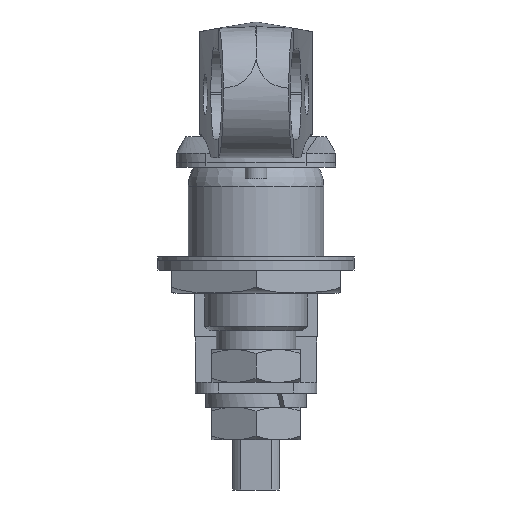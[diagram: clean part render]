
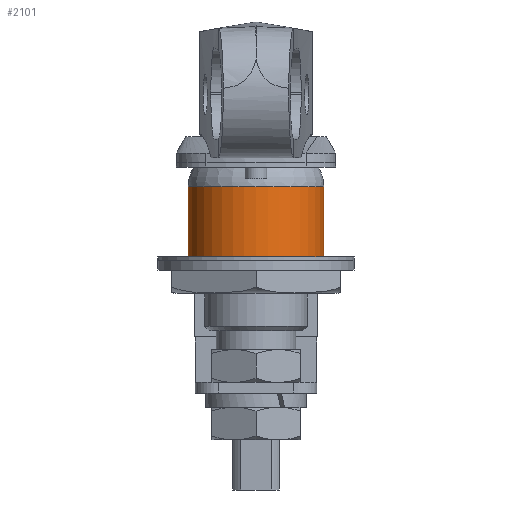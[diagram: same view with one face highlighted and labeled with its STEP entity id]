
A CAD part, front view. The second image highlights one B-rep face of the part: STEP entity #2101.
In plain terms, the highlighted cylindrical face has radius 14.5 mm (diameter 29 mm), a partial arc.
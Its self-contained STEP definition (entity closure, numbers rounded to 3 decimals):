
#238 = FACE_OUTER_BOUND ( 'NONE', #5408, .T. ) ;
#553 = AXIS2_PLACEMENT_3D ( 'NONE', #9052, #10819, #822 ) ;
#710 = LINE ( 'NONE', #2517, #6033 ) ;
#822 = DIRECTION ( 'NONE',  ( 1., 0., 0. ) ) ;
#980 = CARTESIAN_POINT ( 'NONE',  ( 0., 0., 5.839 ) ) ;
#1030 = VERTEX_POINT ( 'NONE', #2632 ) ;
#2101 = ADVANCED_FACE ( 'NONE', ( #238 ), #10012, .T. ) ;
#2461 = EDGE_CURVE ( 'NONE', #7933, #8333, #5704, .T. ) ;
#2517 = CARTESIAN_POINT ( 'NONE',  ( -14.5, 0., 5.839 ) ) ;
#2632 = CARTESIAN_POINT ( 'NONE',  ( 14.5, 0., 0. ) ) ;
#2981 = CARTESIAN_POINT ( 'NONE',  ( 14.5, 0., -17.786 ) ) ;
#3561 = DIRECTION ( 'NONE',  ( 0., 0., 1. ) ) ;
#3613 = ORIENTED_EDGE ( 'NONE', *, *, #2461, .T. ) ;
#5211 = CARTESIAN_POINT ( 'NONE',  ( 14.5, 0., 5.839 ) ) ;
#5399 = DIRECTION ( 'NONE',  ( 0., 0., 1. ) ) ;
#5408 = EDGE_LOOP ( 'NONE', ( #3613, #7024, #6186, #11238 ) ) ;
#5451 = LINE ( 'NONE', #5211, #11630 ) ;
#5704 = CIRCLE ( 'NONE', #8677, 14.5 ) ;
#6033 = VECTOR ( 'NONE', #10807, 1000. ) ;
#6186 = ORIENTED_EDGE ( 'NONE', *, *, #6269, .F. ) ;
#6269 = EDGE_CURVE ( 'NONE', #1030, #7550, #9638, .T. ) ;
#7024 = ORIENTED_EDGE ( 'NONE', *, *, #8073, .T. ) ;
#7164 = CARTESIAN_POINT ( 'NONE',  ( -14.5, 0., -17.786 ) ) ;
#7187 = EDGE_CURVE ( 'NONE', #7933, #1030, #5451, .T. ) ;
#7550 = VERTEX_POINT ( 'NONE', #10401 ) ;
#7933 = VERTEX_POINT ( 'NONE', #2981 ) ;
#8073 = EDGE_CURVE ( 'NONE', #8333, #7550, #710, .T. ) ;
#8333 = VERTEX_POINT ( 'NONE', #7164 ) ;
#8677 = AXIS2_PLACEMENT_3D ( 'NONE', #9949, #5399, #11840 ) ;
#9052 = CARTESIAN_POINT ( 'NONE',  ( 0., 0., 0. ) ) ;
#9638 = CIRCLE ( 'NONE', #553, 14.5 ) ;
#9949 = CARTESIAN_POINT ( 'NONE',  ( 0., 0., -17.786 ) ) ;
#10012 = CYLINDRICAL_SURFACE ( 'NONE', #10370, 14.5 ) ;
#10031 = DIRECTION ( 'NONE',  ( 0., 0., 1. ) ) ;
#10370 = AXIS2_PLACEMENT_3D ( 'NONE', #980, #10031, #11106 ) ;
#10401 = CARTESIAN_POINT ( 'NONE',  ( -14.5, 0., 0. ) ) ;
#10807 = DIRECTION ( 'NONE',  ( 0., 0., 1. ) ) ;
#10819 = DIRECTION ( 'NONE',  ( 0., 0., 1. ) ) ;
#11106 = DIRECTION ( 'NONE',  ( 1., 0., 0. ) ) ;
#11238 = ORIENTED_EDGE ( 'NONE', *, *, #7187, .F. ) ;
#11630 = VECTOR ( 'NONE', #3561, 1000. ) ;
#11840 = DIRECTION ( 'NONE',  ( 1., 0., 0. ) ) ;
